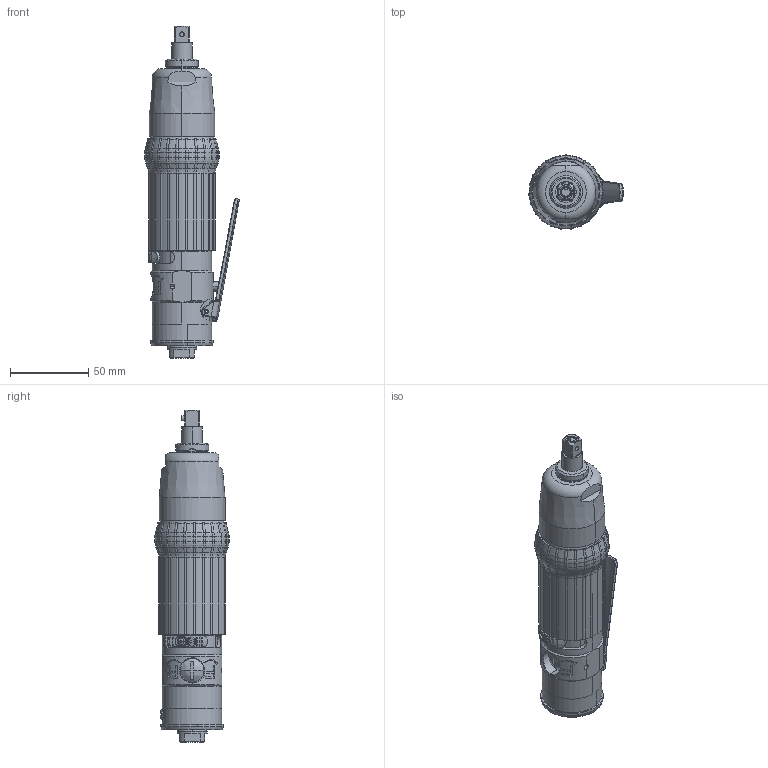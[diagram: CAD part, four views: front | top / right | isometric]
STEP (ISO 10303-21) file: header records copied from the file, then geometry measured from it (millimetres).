
FILE_DESCRIPTION((''),'2;1');
FILE_NAME('EXT_COMP_SW0003','2021-07-15T11:40:28',('INEdipo'),(''),'CREO PARAMETRIC BY PTC INC, 2020281','CREO PARAMETRIC BY PTC INC, 2020281','');
FILE_SCHEMA(('CONFIG_CONTROL_DESIGN'));
Length unit declared in the file: inch
Products named in the file (1): EXT_COMP_SW0003
Bounding box: 60.39 x 47.39 x 212 mm (x, y, z)
Volume: 238323 mm3; surface area: 35017.1 mm2
Topology: 2 solids, 2 shells, 822 faces, 1894 edges, 1104 vertices
Faces by surface type: cylinder 272, torus 196, plane 165, cone 114, bspline 71, sphere 4
Entity records: 30379 total; most frequent: CARTESIAN_POINT 12559, ORIENTED_EDGE 3772, DIRECTION 3705, EDGE_CURVE 1886, AXIS2_PLACEMENT_3D 1619, VERTEX_POINT 1104, CIRCLE 868, EDGE_LOOP 866
